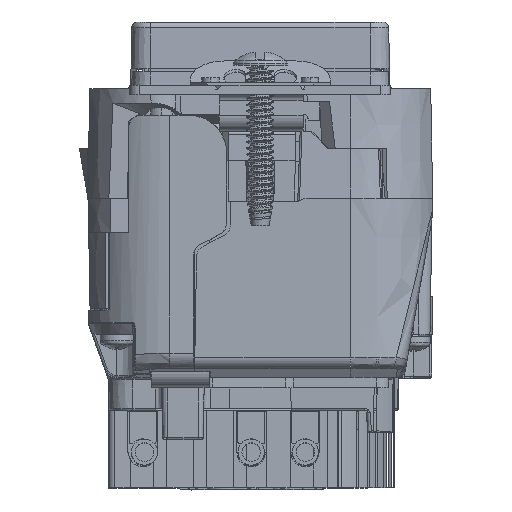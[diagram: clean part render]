
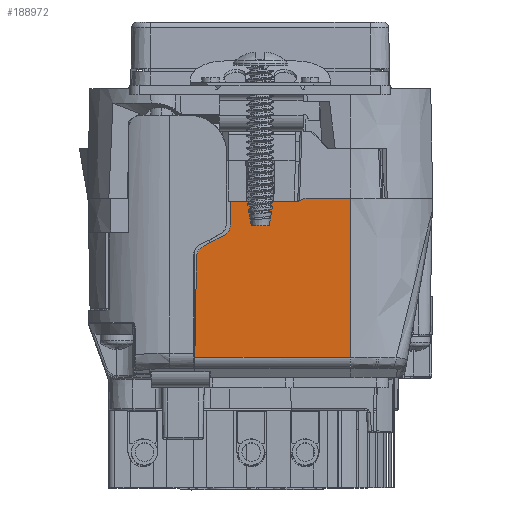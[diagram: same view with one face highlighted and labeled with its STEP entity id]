
A CAD part, top view. The second image highlights one B-rep face of the part: STEP entity #188972.
In plain terms, the highlighted planar face has unit normal (0, -0.018, 1).
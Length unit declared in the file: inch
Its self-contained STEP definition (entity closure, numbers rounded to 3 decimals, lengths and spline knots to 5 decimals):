
#184 = CARTESIAN_POINT ( 'NONE',  ( 0.94129, 1.81908, 4.55612 ) ) ;
#5473 = CARTESIAN_POINT ( 'NONE',  ( 1.311, 1.98843, 4.55907 ) ) ;
#5524 = DIRECTION ( 'NONE',  ( -0.017, -1., -0.017 ) ) ;
#6507 = CARTESIAN_POINT ( 'NONE',  ( 0.83321, 1.76014, 4.55509 ) ) ;
#7989 = CARTESIAN_POINT ( 'NONE',  ( 0.94129, 1.81908, 4.55612 ) ) ;
#9560 = CARTESIAN_POINT ( 'NONE',  ( 1.57117, 2.00158, 4.5593 ) ) ;
#10105 = CARTESIAN_POINT ( 'NONE',  ( 1.57017, 1.2021, 4.54535 ) ) ;
#10946 = CARTESIAN_POINT ( 'NONE',  ( 0.90699, 1.79637, 4.55572 ) ) ;
#11922 = ORIENTED_EDGE ( 'NONE', *, *, #40789, .T. ) ;
#12486 = EDGE_CURVE ( 'NONE', #106038, #199245, #151606, .T. ) ;
#13424 = CARTESIAN_POINT ( 'NONE',  ( 1.57051, 1.2021, 4.54535 ) ) ;
#13683 = EDGE_CURVE ( 'NONE', #31648, #23323, #97279, .T. ) ;
#14093 = LINE ( 'NONE', #57849, #106397 ) ;
#15372 = DIRECTION ( 'NONE',  ( -1., 0., 0. ) ) ;
#23323 = VERTEX_POINT ( 'NONE', #184 ) ;
#24652 = DIRECTION ( 'NONE',  ( 0., 1., 0.017 ) ) ;
#25611 = VERTEX_POINT ( 'NONE', #36647 ) ;
#25680 = CARTESIAN_POINT ( 'NONE',  ( 1.57017, 1.2021, 4.54535 ) ) ;
#25987 = ORIENTED_EDGE ( 'NONE', *, *, #126672, .T. ) ;
#27202 = CARTESIAN_POINT ( 'NONE',  ( 0.94129, 1.81908, 4.55612 ) ) ;
#28775 = LINE ( 'NONE', #9560, #154872 ) ;
#28867 = B_SPLINE_CURVE_WITH_KNOTS ( 'NONE', 3,
 ( #71251, #86169, #131626, #115373 ),
 .UNSPECIFIED., .F., .F.,
 ( 4, 4 ),
 ( 0., 1. ),
 .UNSPECIFIED. ) ;
#29097 = CARTESIAN_POINT ( 'NONE',  ( 0.96817, 1.86911, 4.55699 ) ) ;
#30330 = CARTESIAN_POINT ( 'NONE',  ( 1.57117, 1.2021, 4.54535 ) ) ;
#31648 = VERTEX_POINT ( 'NONE', #6507 ) ;
#35050 = VERTEX_POINT ( 'NONE', #5473 ) ;
#36490 = CARTESIAN_POINT ( 'NONE',  ( 0.96817, 1.84855, 4.55663 ) ) ;
#36647 = CARTESIAN_POINT ( 'NONE',  ( 1.57017, 1.2021, 4.54535 ) ) ;
#37690 = EDGE_CURVE ( 'NONE', #31648, #44116, #72195, .T. ) ;
#39882 = VECTOR ( 'NONE', #15372, 39.37008 ) ;
#40789 = EDGE_CURVE ( 'NONE', #200760, #193471, #28775, .T. ) ;
#41084 = CARTESIAN_POINT ( 'NONE',  ( 0.96817, 1.98658, 4.55904 ) ) ;
#44116 = VERTEX_POINT ( 'NONE', #175961 ) ;
#52721 = CARTESIAN_POINT ( 'NONE',  ( 0.96817, 1.86911, 4.55699 ) ) ;
#57054 = CARTESIAN_POINT ( 'NONE',  ( 0.83321, 1.76014, 4.55509 ) ) ;
#57717 = EDGE_CURVE ( 'NONE', #193471, #35050, #62016, .T. ) ;
#57849 = CARTESIAN_POINT ( 'NONE',  ( 1.57117, 2.00158, 4.5593 ) ) ;
#58072 = DIRECTION ( 'NONE',  ( 1., 0., 0. ) ) ;
#61036 = LINE ( 'NONE', #142476, #102332 ) ;
#62016 = LINE ( 'NONE', #99854, #79003 ) ;
#62688 = EDGE_CURVE ( 'NONE', #35050, #106038, #28867, .T. ) ;
#67376 = EDGE_CURVE ( 'NONE', #44116, #197553, #61036, .T. ) ;
#68571 = FACE_OUTER_BOUND ( 'NONE', #78889, .T. ) ;
#70338 = CARTESIAN_POINT ( 'NONE',  ( 0.95844, 1.83043, 4.55632 ) ) ;
#71251 = CARTESIAN_POINT ( 'NONE',  ( 1.311, 1.98843, 4.55907 ) ) ;
#72195 =( BOUNDED_CURVE ( )  B_SPLINE_CURVE ( 3, ( #57054, #120826, #88939, #151976 ),
 .UNSPECIFIED., .F., .F. ) 
 B_SPLINE_CURVE_WITH_KNOTS ( ( 4, 4 ),
 ( 0.41348, 1.55334 ),
 .UNSPECIFIED. ) 
 CURVE ( )  GEOMETRIC_REPRESENTATION_ITEM ( )  RATIONAL_B_SPLINE_CURVE ( ( 1., 0.895, 0.895, 1. ) ) 
 REPRESENTATION_ITEM ( '' )  );
#73968 = EDGE_CURVE ( 'NONE', #141085, #200760, #14093, .T. ) ;
#74595 = ORIENTED_EDGE ( 'NONE', *, *, #165763, .T. ) ;
#78015 = CARTESIAN_POINT ( 'NONE',  ( 1.57117, 1.2021, 4.54535 ) ) ;
#78889 = EDGE_LOOP ( 'NONE', ( #127932, #25987, #115622, #135973, #11922, #132211, #179664, #158470, #139410, #74595, #84056, #162987 ) ) ;
#79003 = VECTOR ( 'NONE', #129021, 39.37008 ) ;
#80132 = VERTEX_POINT ( 'NONE', #29097 ) ;
#81360 = DIRECTION ( 'NONE',  ( 0., -1., -0.017 ) ) ;
#84056 = ORIENTED_EDGE ( 'NONE', *, *, #13683, .F. ) ;
#86169 = CARTESIAN_POINT ( 'NONE',  ( 1.31093, 1.98803, 4.55907 ) ) ;
#88878 = DIRECTION ( 'NONE',  ( -1., 0., 0. ) ) ;
#88939 = CARTESIAN_POINT ( 'NONE',  ( 0.79774, 1.73037, 4.55457 ) ) ;
#97279 =( BOUNDED_CURVE ( )  B_SPLINE_CURVE ( 3, ( #198693, #183173, #10946, #27202 ),
 .UNSPECIFIED., .F., .F. ) 
 B_SPLINE_CURVE_WITH_KNOTS ( ( 4, 4 ),
 ( 3.55508, 3.72651 ),
 .UNSPECIFIED. ) 
 CURVE ( )  GEOMETRIC_REPRESENTATION_ITEM ( )  RATIONAL_B_SPLINE_CURVE ( ( 1., 0.998, 0.998, 1. ) ) 
 REPRESENTATION_ITEM ( '' )  );
#97474 = PLANE ( 'NONE',  #99682 ) ;
#99682 = AXIS2_PLACEMENT_3D ( 'NONE', #111031, #126633, #113036 ) ;
#99854 = CARTESIAN_POINT ( 'NONE',  ( 1.35302, 2.00372, 4.55934 ) ) ;
#102332 = VECTOR ( 'NONE', #5524, 39.37008 ) ;
#105851 = VECTOR ( 'NONE', #58072, 39.37008 ) ;
#106038 = VERTEX_POINT ( 'NONE', #164001 ) ;
#106335 = CARTESIAN_POINT ( 'NONE',  ( 1.57117, 1.98658, 4.55904 ) ) ;
#106381 = CARTESIAN_POINT ( 'NONE',  ( 1.57084, 1.2021, 4.54535 ) ) ;
#106397 = VECTOR ( 'NONE', #24652, 39.37008 ) ;
#111031 = CARTESIAN_POINT ( 'NONE',  ( 1.57117, 2.00158, 4.5593 ) ) ;
#111826 = EDGE_CURVE ( 'NONE', #25611, #141085, #162062, .T. ) ;
#112660 =( BOUNDED_CURVE ( )  B_SPLINE_CURVE ( 3, ( #52721, #36490, #70338, #7989 ),
 .UNSPECIFIED., .F., .F. ) 
 B_SPLINE_CURVE_WITH_KNOTS ( ( 4, 4 ),
 ( 1.5708, 2.55667 ),
 .UNSPECIFIED. ) 
 CURVE ( )  GEOMETRIC_REPRESENTATION_ITEM ( )  RATIONAL_B_SPLINE_CURVE ( ( 1., 0.921, 0.921, 1. ) ) 
 REPRESENTATION_ITEM ( '' )  );
#113036 = DIRECTION ( 'NONE',  ( 0., -1., -0.017 ) ) ;
#113407 = VECTOR ( 'NONE', #81360, 39.37008 ) ;
#115373 = CARTESIAN_POINT ( 'NONE',  ( 1.31071, 1.98658, 4.55904 ) ) ;
#115622 = ORIENTED_EDGE ( 'NONE', *, *, #111826, .T. ) ;
#120826 = CARTESIAN_POINT ( 'NONE',  ( 0.81111, 1.75045, 4.55492 ) ) ;
#123207 = LINE ( 'NONE', #174246, #113407 ) ;
#125255 = LINE ( 'NONE', #197069, #105851 ) ;
#126633 = DIRECTION ( 'NONE',  ( 0., -0.017, 1. ) ) ;
#126672 = EDGE_CURVE ( 'NONE', #197553, #25611, #125255, .T. ) ;
#127932 = ORIENTED_EDGE ( 'NONE', *, *, #67376, .T. ) ;
#129021 = DIRECTION ( 'NONE',  ( -0.94, -0.342, -0.006 ) ) ;
#131626 = CARTESIAN_POINT ( 'NONE',  ( 1.31077, 1.987, 4.55905 ) ) ;
#132211 = ORIENTED_EDGE ( 'NONE', *, *, #57717, .T. ) ;
#135973 = ORIENTED_EDGE ( 'NONE', *, *, #73968, .T. ) ;
#139410 = ORIENTED_EDGE ( 'NONE', *, *, #188583, .T. ) ;
#141085 = VERTEX_POINT ( 'NONE', #78015 ) ;
#142476 = CARTESIAN_POINT ( 'NONE',  ( 0.78759, 1.14884, 4.54442 ) ) ;
#151241 = CARTESIAN_POINT ( 'NONE',  ( 0.78852, 1.2021, 4.54535 ) ) ;
#151606 = LINE ( 'NONE', #106335, #39882 ) ;
#151976 = CARTESIAN_POINT ( 'NONE',  ( 0.79732, 1.70625, 4.55415 ) ) ;
#154872 = VECTOR ( 'NONE', #88878, 39.37008 ) ;
#158470 = ORIENTED_EDGE ( 'NONE', *, *, #12486, .T. ) ;
#158743 = CARTESIAN_POINT ( 'NONE',  ( 1.34713, 2.00158, 4.5593 ) ) ;
#160750 = CARTESIAN_POINT ( 'NONE',  ( 1.57117, 2.00158, 4.5593 ) ) ;
#162062 = B_SPLINE_CURVE_WITH_KNOTS ( 'NONE', 3,
 ( #10105, #25680, #185641, #200541, #13424, #106381, #30330 ),
 .UNSPECIFIED., .F., .F.,
 ( 4, 3, 4 ),
 ( 0., 0., 0.00003 ),
 .UNSPECIFIED. ) ;
#162987 = ORIENTED_EDGE ( 'NONE', *, *, #37690, .T. ) ;
#164001 = CARTESIAN_POINT ( 'NONE',  ( 1.31071, 1.98658, 4.55904 ) ) ;
#165763 = EDGE_CURVE ( 'NONE', #80132, #23323, #112660, .T. ) ;
#174246 = CARTESIAN_POINT ( 'NONE',  ( 0.96817, 2.00158, 4.5593 ) ) ;
#175961 = CARTESIAN_POINT ( 'NONE',  ( 0.79732, 1.70625, 4.55415 ) ) ;
#179664 = ORIENTED_EDGE ( 'NONE', *, *, #62688, .T. ) ;
#183173 = CARTESIAN_POINT ( 'NONE',  ( 0.87088, 1.77667, 4.55538 ) ) ;
#185641 = CARTESIAN_POINT ( 'NONE',  ( 1.57018, 1.2021, 4.54535 ) ) ;
#188583 = EDGE_CURVE ( 'NONE', #199245, #80132, #123207, .T. ) ;
#188972 = ADVANCED_FACE ( 'NONE', ( #68571 ), #97474, .T. ) ;
#193471 = VERTEX_POINT ( 'NONE', #158743 ) ;
#197069 = CARTESIAN_POINT ( 'NONE',  ( 1.57117, 1.2021, 4.54535 ) ) ;
#197553 = VERTEX_POINT ( 'NONE', #151241 ) ;
#198693 = CARTESIAN_POINT ( 'NONE',  ( 0.83321, 1.76014, 4.55509 ) ) ;
#199245 = VERTEX_POINT ( 'NONE', #41084 ) ;
#200541 = CARTESIAN_POINT ( 'NONE',  ( 1.57019, 1.2021, 4.54535 ) ) ;
#200760 = VERTEX_POINT ( 'NONE', #160750 ) ;
